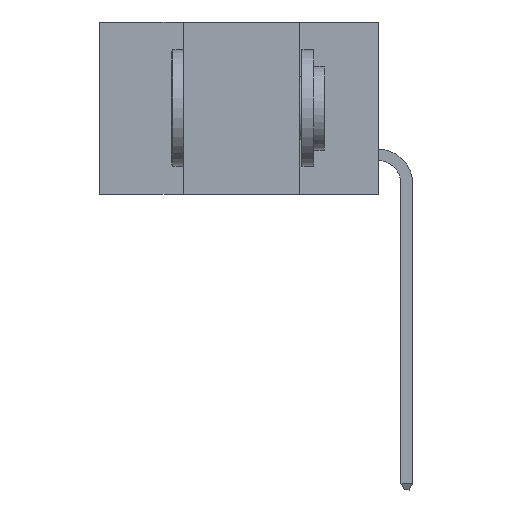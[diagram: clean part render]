
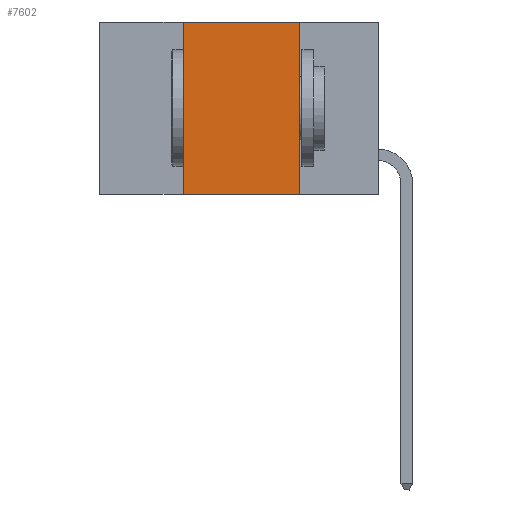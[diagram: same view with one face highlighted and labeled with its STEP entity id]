
A CAD part, left-side view. The second image highlights one B-rep face of the part: STEP entity #7602.
In plain terms, the highlighted planar face has unit normal (-1, 0, 0).
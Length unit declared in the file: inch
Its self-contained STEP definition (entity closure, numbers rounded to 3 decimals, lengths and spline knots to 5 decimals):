
#1526 = PLANE ( 'NONE',  #5707 ) ;
#2192 = VECTOR ( 'NONE', #21858, 39.37008 ) ;
#2317 = VERTEX_POINT ( 'NONE', #5469 ) ;
#3504 = ORIENTED_EDGE ( 'NONE', *, *, #6459, .F. ) ;
#3852 = LINE ( 'NONE', #18589, #26931 ) ;
#3854 = DIRECTION ( 'NONE',  ( 0., 0., -1. ) ) ;
#5469 = CARTESIAN_POINT ( 'NONE',  ( 0., 0.17, 0. ) ) ;
#5482 = CARTESIAN_POINT ( 'NONE',  ( 0., 0.42, -0.37 ) ) ;
#5707 = AXIS2_PLACEMENT_3D ( 'NONE', #24030, #17605, #3854 ) ;
#6459 = EDGE_CURVE ( 'NONE', #18066, #2317, #17132, .T. ) ;
#7602 = ADVANCED_FACE ( 'NONE', ( #9949 ), #1526, .F. ) ;
#8331 = LINE ( 'NONE', #10763, #2192 ) ;
#9295 = VERTEX_POINT ( 'NONE', #5482 ) ;
#9573 = CARTESIAN_POINT ( 'NONE',  ( 0., 0.42, 0. ) ) ;
#9949 = FACE_OUTER_BOUND ( 'NONE', #21066, .T. ) ;
#10763 = CARTESIAN_POINT ( 'NONE',  ( 0., 0.6, -0.37 ) ) ;
#11737 = DIRECTION ( 'NONE',  ( 0., -1., 0. ) ) ;
#12052 = VERTEX_POINT ( 'NONE', #23590 ) ;
#12518 = VECTOR ( 'NONE', #11737, 39.37008 ) ;
#13914 = CARTESIAN_POINT ( 'NONE',  ( 0., 0.6, 0. ) ) ;
#16525 = VECTOR ( 'NONE', #22912, 39.37008 ) ;
#17132 = LINE ( 'NONE', #13914, #12518 ) ;
#17605 = DIRECTION ( 'NONE',  ( 1., 0., 0. ) ) ;
#18066 = VERTEX_POINT ( 'NONE', #25547 ) ;
#18276 = EDGE_CURVE ( 'NONE', #9295, #12052, #8331, .T. ) ;
#18589 = CARTESIAN_POINT ( 'NONE',  ( 0., 0.17, 0. ) ) ;
#21066 = EDGE_LOOP ( 'NONE', ( #25278, #3504, #27282, #23605 ) ) ;
#21858 = DIRECTION ( 'NONE',  ( 0., -1., 0. ) ) ;
#22324 = LINE ( 'NONE', #9573, #16525 ) ;
#22618 = EDGE_CURVE ( 'NONE', #9295, #18066, #22324, .T. ) ;
#22912 = DIRECTION ( 'NONE',  ( 0., 0., 1. ) ) ;
#22942 = DIRECTION ( 'NONE',  ( 0., 0., -1. ) ) ;
#23590 = CARTESIAN_POINT ( 'NONE',  ( 0., 0.17, -0.37 ) ) ;
#23605 = ORIENTED_EDGE ( 'NONE', *, *, #18276, .T. ) ;
#23917 = EDGE_CURVE ( 'NONE', #2317, #12052, #3852, .T. ) ;
#24030 = CARTESIAN_POINT ( 'NONE',  ( 0., 0.6, 0. ) ) ;
#25278 = ORIENTED_EDGE ( 'NONE', *, *, #23917, .F. ) ;
#25547 = CARTESIAN_POINT ( 'NONE',  ( 0., 0.42, 0. ) ) ;
#26931 = VECTOR ( 'NONE', #22942, 39.37008 ) ;
#27282 = ORIENTED_EDGE ( 'NONE', *, *, #22618, .F. ) ;
